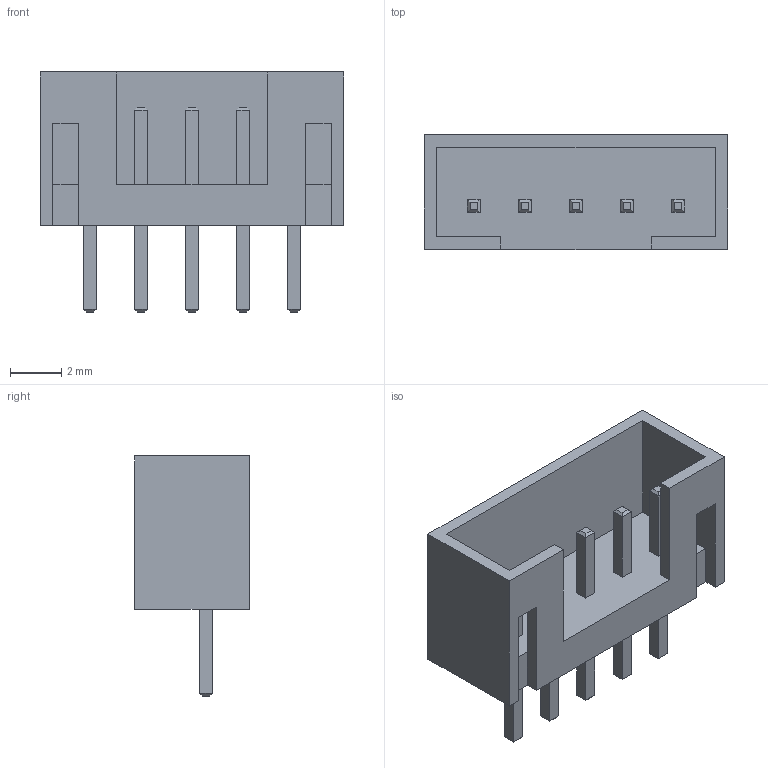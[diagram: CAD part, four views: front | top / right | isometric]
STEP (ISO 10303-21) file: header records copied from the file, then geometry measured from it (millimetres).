
FILE_DESCRIPTION( ( '' ), ' ' );
FILE_NAME( '5af13d42d7a6fe0fe3318028.step', '2018-05-08T06:01:40', ( '' ), ( '' ), ' ', ' ', ' ' );
FILE_SCHEMA( ( 'AUTOMOTIVE_DESIGN { 1 0 10303 214 1 1 1 1 }' ) );
Length unit declared in the file: metre
Products named in the file (6): Pin 5; Pin 4; Pin 3; Pin 2; Pin 1; JST Plug
Bounding box: 11.9 x 4.5 x 9.4 mm (x, y, z)
Volume: 144.4 mm3; surface area: 476.2 mm2
Topology: 6 solids, 6 shells, 110 faces, 264 edges, 162 vertices
Faces by surface type: plane 110
Entity records: 4046 total; most frequent: CARTESIAN_POINT 542, ORIENTED_EDGE 528, DIRECTION 496, EDGE_CURVE 264, LINE 264, VECTOR 264, VERTEX_POINT 162, EDGE_LOOP 120
